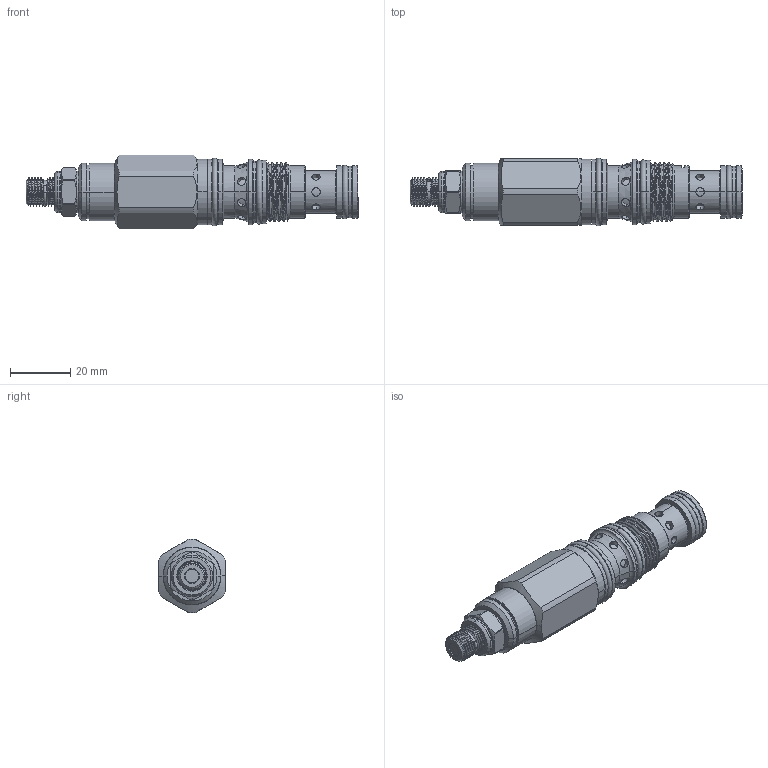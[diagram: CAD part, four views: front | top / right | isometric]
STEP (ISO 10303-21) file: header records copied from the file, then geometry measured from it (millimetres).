
FILE_DESCRIPTION (( 'STEP AP203' ), '1' );
FILE_NAME ('DD11A3Q-L.STEP', '2024-03-14T06:09:15', ( '' ), ( '' ), 'SwSTEP 2.0', 'SolidWorks 2018', '' );
FILE_SCHEMA (( 'CONFIG_CONTROL_DESIGN' ));
Length unit declared in the file: millimetre
Products named in the file (1): DD11A3Q-L
Bounding box: 110.46 x 22.55 x 24.59 mm (x, y, z)
Volume: 30701.7 mm3; surface area: 9020.2 mm2
Topology: 1 solids, 1 shells, 285 faces, 676 edges, 430 vertices
Faces by surface type: cylinder 155, plane 55, cone 38, torus 25, bspline 12
Entity records: 18361 total; most frequent: CARTESIAN_POINT 12039, ORIENTED_EDGE 1352, DIRECTION 1246, EDGE_CURVE 676, AXIS2_PLACEMENT_3D 519, VERTEX_POINT 430, EDGE_LOOP 322, ADVANCED_FACE 285
